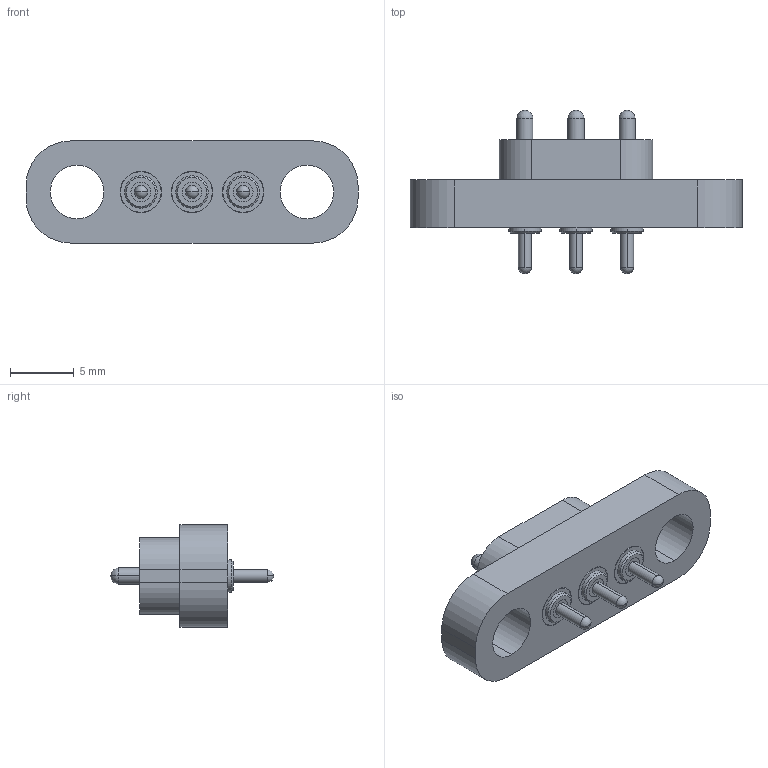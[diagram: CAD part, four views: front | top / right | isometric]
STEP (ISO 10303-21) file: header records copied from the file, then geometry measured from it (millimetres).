
FILE_DESCRIPTION (( 'STEP AP214' ), '1' );
FILE_NAME ('mill-max-858-22-003-10-001101.STEP', '2024-01-19T12:44:17', ( '' ), ( '' ), 'SwSTEP 2.0', 'SolidWorks 2023', '' );
FILE_SCHEMA (( 'AUTOMOTIVE_DESIGN' ));
Length unit declared in the file: inch
Products named in the file (3): mill-max-858-22-003-10-001101_P8XX-18-014-16-08000X(P803-18-014-16-080000); mill-max-858-22-003-10-001101_0858; mill-max-858-22-003-10-001101
Assembly tree (4 placements, depth 2):
  mill-max-858-22-003-10-001101
    mill-max-858-22-003-10-001101_P8XX-18-014-16-08000X(P803-18-014-16-080000)
    mill-max-858-22-003-10-001101_0858  x3
Bounding box: 26 x 12.78 x 8 mm (x, y, z)
Volume: 857.9 mm3; surface area: 1182.9 mm2
Topology: 4 solids, 4 shells, 155 faces, 342 edges, 210 vertices
Faces by surface type: cylinder 82, plane 37, cone 24, torus 6, sphere 6
Entity records: 2434 total; most frequent: DIRECTION 462, CARTESIAN_POINT 388, ORIENTED_EDGE 364, AXIS2_PLACEMENT_3D 192, EDGE_CURVE 182, VERTEX_POINT 118, EDGE_LOOP 104, CIRCLE 104
